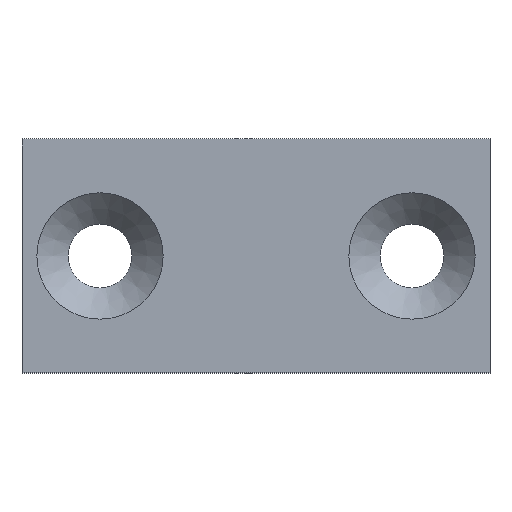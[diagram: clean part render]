
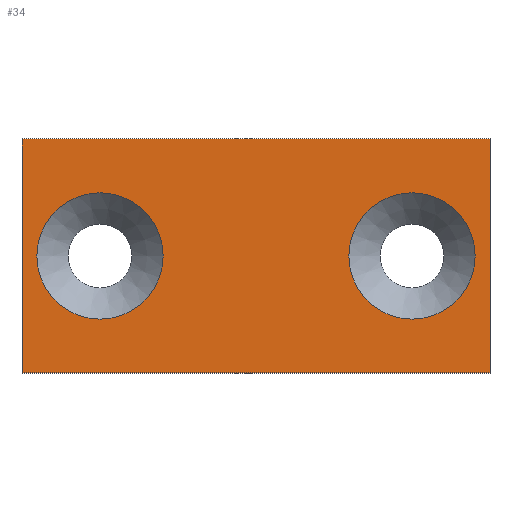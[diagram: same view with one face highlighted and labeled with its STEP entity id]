
A CAD part, top view. The second image highlights one B-rep face of the part: STEP entity #34.
In plain terms, the highlighted planar face has unit normal (0, 0, 1).
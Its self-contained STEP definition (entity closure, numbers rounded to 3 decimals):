
#34 = ADVANCED_FACE( '', ( #70, #71, #72 ), #73, .T. );
#70 = FACE_BOUND( '', #107, .T. );
#71 = FACE_BOUND( '', #108, .T. );
#72 = FACE_OUTER_BOUND( '', #109, .T. );
#73 = PLANE( '', #110 );
#107 = EDGE_LOOP( '', ( #143 ) );
#108 = EDGE_LOOP( '', ( #144 ) );
#109 = EDGE_LOOP( '', ( #145, #146, #147, #148 ) );
#110 = AXIS2_PLACEMENT_3D( '', #149, #150, #151 );
#143 = ORIENTED_EDGE( '', *, *, #204, .T. );
#144 = ORIENTED_EDGE( '', *, *, #205, .T. );
#145 = ORIENTED_EDGE( '', *, *, #206, .T. );
#146 = ORIENTED_EDGE( '', *, *, #207, .T. );
#147 = ORIENTED_EDGE( '', *, *, #208, .T. );
#148 = ORIENTED_EDGE( '', *, *, #209, .T. );
#149 = CARTESIAN_POINT( '', ( 0., 0., 2. ) );
#150 = DIRECTION( '', ( 0., 0., 1. ) );
#151 = DIRECTION( '', ( 1., 0., 0. ) );
#204 = EDGE_CURVE( '', #234, #234, #235, .T. );
#205 = EDGE_CURVE( '', #236, #236, #237, .T. );
#206 = EDGE_CURVE( '', #238, #239, #240, .T. );
#207 = EDGE_CURVE( '', #239, #241, #242, .T. );
#208 = EDGE_CURVE( '', #241, #243, #244, .T. );
#209 = EDGE_CURVE( '', #243, #238, #245, .T. );
#234 = VERTEX_POINT( '', #274 );
#235 = CIRCLE( '', #275, 4.05 );
#236 = VERTEX_POINT( '', #276 );
#237 = CIRCLE( '', #277, 4.05 );
#238 = VERTEX_POINT( '', #278 );
#239 = VERTEX_POINT( '', #279 );
#240 = LINE( '', #280, #281 );
#241 = VERTEX_POINT( '', #282 );
#242 = LINE( '', #283, #284 );
#243 = VERTEX_POINT( '', #285 );
#244 = LINE( '', #286, #287 );
#245 = LINE( '', #288, #289 );
#274 = CARTESIAN_POINT( '', ( 20.95, 7.5, 2. ) );
#275 = AXIS2_PLACEMENT_3D( '', #314, #315, #316 );
#276 = CARTESIAN_POINT( '', ( 0.95, 7.5, 2. ) );
#277 = AXIS2_PLACEMENT_3D( '', #317, #318, #319 );
#278 = CARTESIAN_POINT( '', ( 30., 15., 2. ) );
#279 = CARTESIAN_POINT( '', ( 0., 15., 2. ) );
#280 = CARTESIAN_POINT( '', ( 30., 15., 2. ) );
#281 = VECTOR( '', #320, 1000. );
#282 = CARTESIAN_POINT( '', ( 0., 0., 2. ) );
#283 = CARTESIAN_POINT( '', ( 0., 15., 2. ) );
#284 = VECTOR( '', #321, 1000. );
#285 = CARTESIAN_POINT( '', ( 30., 0., 2. ) );
#286 = CARTESIAN_POINT( '', ( 0., 0., 2. ) );
#287 = VECTOR( '', #322, 1000. );
#288 = CARTESIAN_POINT( '', ( 30., 0., 2. ) );
#289 = VECTOR( '', #323, 1000. );
#314 = CARTESIAN_POINT( '', ( 25., 7.5, 2. ) );
#315 = DIRECTION( '', ( 0., 0., -1. ) );
#316 = DIRECTION( '', ( -1., 0., 0. ) );
#317 = CARTESIAN_POINT( '', ( 5., 7.5, 2. ) );
#318 = DIRECTION( '', ( 0., 0., -1. ) );
#319 = DIRECTION( '', ( -1., 0., 0. ) );
#320 = DIRECTION( '', ( -1., 0., 0. ) );
#321 = DIRECTION( '', ( 0., -1., 0. ) );
#322 = DIRECTION( '', ( 1., 0., 0. ) );
#323 = DIRECTION( '', ( 0., 1., 0. ) );
